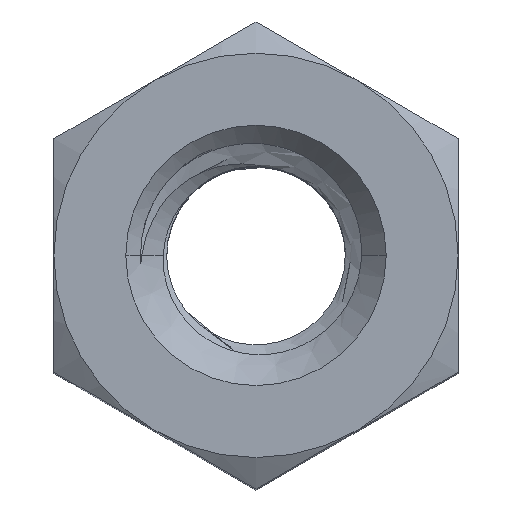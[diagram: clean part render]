
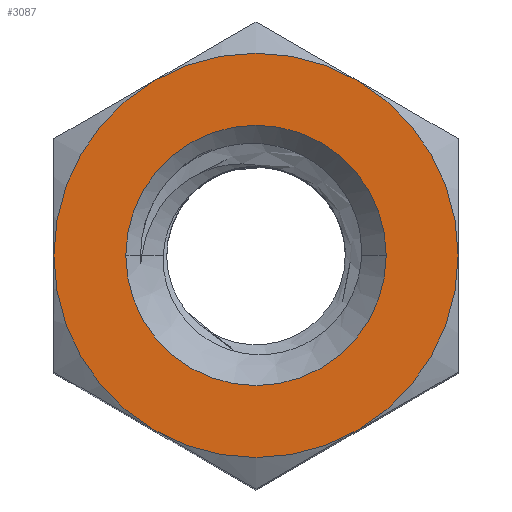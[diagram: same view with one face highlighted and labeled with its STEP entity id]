
A CAD part, top view. The second image highlights one B-rep face of the part: STEP entity #3087.
In plain terms, the highlighted planar face has unit normal (0, 0, 1).
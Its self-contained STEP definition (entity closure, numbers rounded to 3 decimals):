
#147 = CARTESIAN_POINT ( 'NONE',  ( -1.75, -3.031, 0. ) ) ;
#177 = AXIS2_PLACEMENT_3D ( 'NONE', #2518, #2521, #2524 ) ;
#732 = EDGE_LOOP ( 'NONE', ( #4833, #4834, #4728, #4733, #4732, #4789 ) ) ;
#779 = CIRCLE ( 'NONE', #1475, 3.5 ) ;
#1071 = AXIS2_PLACEMENT_3D ( 'NONE', #3900, #3899, #3898 ) ;
#1078 = FACE_OUTER_BOUND ( 'NONE', #732, .T. ) ;
#1135 = FACE_BOUND ( 'NONE', #4851, .T. ) ;
#1229 = CARTESIAN_POINT ( 'NONE',  ( 0., 0., 0. ) ) ;
#1237 = DIRECTION ( 'NONE',  ( 0., 0., 1. ) ) ;
#1238 = DIRECTION ( 'NONE',  ( 1., 0., 0. ) ) ;
#1263 = CIRCLE ( 'NONE', #1399, 3.5 ) ;
#1265 = CIRCLE ( 'NONE', #1419, 3.5 ) ;
#1294 = CIRCLE ( 'NONE', #1329, 2.254 ) ;
#1295 = CIRCLE ( 'NONE', #1333, 2.254 ) ;
#1305 = CIRCLE ( 'NONE', #1396, 3.5 ) ;
#1329 = AXIS2_PLACEMENT_3D ( 'NONE', #4289, #4288, #4620 ) ;
#1333 = AXIS2_PLACEMENT_3D ( 'NONE', #3135, #3134, #3127 ) ;
#1339 = EDGE_CURVE ( 'NONE', #2749, #2901, #779, .T. ) ;
#1396 = AXIS2_PLACEMENT_3D ( 'NONE', #1941, #1968, #1914 ) ;
#1399 = AXIS2_PLACEMENT_3D ( 'NONE', #1965, #1946, #1942 ) ;
#1419 = AXIS2_PLACEMENT_3D ( 'NONE', #1964, #1910, #1954 ) ;
#1442 = AXIS2_PLACEMENT_3D ( 'NONE', #1229, #1237, #1238 ) ;
#1475 = AXIS2_PLACEMENT_3D ( 'NONE', #2651, #2632, #2631 ) ;
#1486 = EDGE_CURVE ( 'NONE', #2898, #2749, #2033, .T. ) ;
#1524 = EDGE_CURVE ( 'NONE', #2904, #2898, #1265, .T. ) ;
#1525 = EDGE_CURVE ( 'NONE', #2719, #2875, #1263, .T. ) ;
#1527 = EDGE_CURVE ( 'NONE', #2875, #2904, #1305, .T. ) ;
#1538 = EDGE_CURVE ( 'NONE', #2788, #2787, #1295, .T. ) ;
#1540 = EDGE_CURVE ( 'NONE', #2787, #2788, #1294, .T. ) ;
#1625 = EDGE_CURVE ( 'NONE', #2901, #2719, #3182, .T. ) ;
#1910 = DIRECTION ( 'NONE',  ( 0., 0., 1. ) ) ;
#1914 = DIRECTION ( 'NONE',  ( 1., 0., 0. ) ) ;
#1941 = CARTESIAN_POINT ( 'NONE',  ( 0., 0., 0. ) ) ;
#1942 = DIRECTION ( 'NONE',  ( 1., 0., 0. ) ) ;
#1946 = DIRECTION ( 'NONE',  ( 0., 0., 1. ) ) ;
#1954 = DIRECTION ( 'NONE',  ( 1., 0., 0. ) ) ;
#1964 = CARTESIAN_POINT ( 'NONE',  ( 0., 0., 0. ) ) ;
#1965 = CARTESIAN_POINT ( 'NONE',  ( 0., 0., 0. ) ) ;
#1968 = DIRECTION ( 'NONE',  ( 0., 0., 1. ) ) ;
#2033 = CIRCLE ( 'NONE', #1442, 3.5 ) ;
#2518 = CARTESIAN_POINT ( 'NONE',  ( -3.5, 6.062, 0. ) ) ;
#2521 = DIRECTION ( 'NONE',  ( 0., 0., 1. ) ) ;
#2523 = PLANE ( 'NONE',  #177 ) ;
#2524 = DIRECTION ( 'NONE',  ( 1., 0., 0. ) ) ;
#2631 = DIRECTION ( 'NONE',  ( 1., 0., 0. ) ) ;
#2632 = DIRECTION ( 'NONE',  ( 0., 0., 1. ) ) ;
#2651 = CARTESIAN_POINT ( 'NONE',  ( 0., 0., 0. ) ) ;
#2719 = VERTEX_POINT ( 'NONE', #147 ) ;
#2749 = VERTEX_POINT ( 'NONE', #3808 ) ;
#2787 = VERTEX_POINT ( 'NONE', #3824 ) ;
#2788 = VERTEX_POINT ( 'NONE', #3826 ) ;
#2875 = VERTEX_POINT ( 'NONE', #3656 ) ;
#2898 = VERTEX_POINT ( 'NONE', #3726 ) ;
#2901 = VERTEX_POINT ( 'NONE', #3688 ) ;
#2904 = VERTEX_POINT ( 'NONE', #3691 ) ;
#3087 = ADVANCED_FACE ( 'NONE', ( #1135, #1078 ), #2523, .T. ) ;
#3127 = DIRECTION ( 'NONE',  ( 1., 0., 0. ) ) ;
#3134 = DIRECTION ( 'NONE',  ( 0., 0., 1. ) ) ;
#3135 = CARTESIAN_POINT ( 'NONE',  ( 0., 0., 0. ) ) ;
#3182 = CIRCLE ( 'NONE', #1071, 3.5 ) ;
#3656 = CARTESIAN_POINT ( 'NONE',  ( 1.75, -3.031, 0. ) ) ;
#3688 = CARTESIAN_POINT ( 'NONE',  ( -3.5, 0., 0. ) ) ;
#3691 = CARTESIAN_POINT ( 'NONE',  ( 3.5, 0., 0. ) ) ;
#3726 = CARTESIAN_POINT ( 'NONE',  ( 1.75, 3.031, 0. ) ) ;
#3808 = CARTESIAN_POINT ( 'NONE',  ( -1.75, 3.031, 0. ) ) ;
#3824 = CARTESIAN_POINT ( 'NONE',  ( -2.254, 0., 0. ) ) ;
#3826 = CARTESIAN_POINT ( 'NONE',  ( 2.254, 0., 0. ) ) ;
#3898 = DIRECTION ( 'NONE',  ( 1., 0., 0. ) ) ;
#3899 = DIRECTION ( 'NONE',  ( 0., 0., 1. ) ) ;
#3900 = CARTESIAN_POINT ( 'NONE',  ( 0., 0., 0. ) ) ;
#4288 = DIRECTION ( 'NONE',  ( 0., 0., 1. ) ) ;
#4289 = CARTESIAN_POINT ( 'NONE',  ( 0., 0., 0. ) ) ;
#4620 = DIRECTION ( 'NONE',  ( 1., 0., 0. ) ) ;
#4728 = ORIENTED_EDGE ( 'NONE', *, *, #1486, .T. ) ;
#4732 = ORIENTED_EDGE ( 'NONE', *, *, #1625, .T. ) ;
#4733 = ORIENTED_EDGE ( 'NONE', *, *, #1339, .T. ) ;
#4789 = ORIENTED_EDGE ( 'NONE', *, *, #1525, .T. ) ;
#4833 = ORIENTED_EDGE ( 'NONE', *, *, #1527, .T. ) ;
#4834 = ORIENTED_EDGE ( 'NONE', *, *, #1524, .T. ) ;
#4851 = EDGE_LOOP ( 'NONE', ( #4865, #4868 ) ) ;
#4865 = ORIENTED_EDGE ( 'NONE', *, *, #1538, .F. ) ;
#4868 = ORIENTED_EDGE ( 'NONE', *, *, #1540, .F. ) ;
